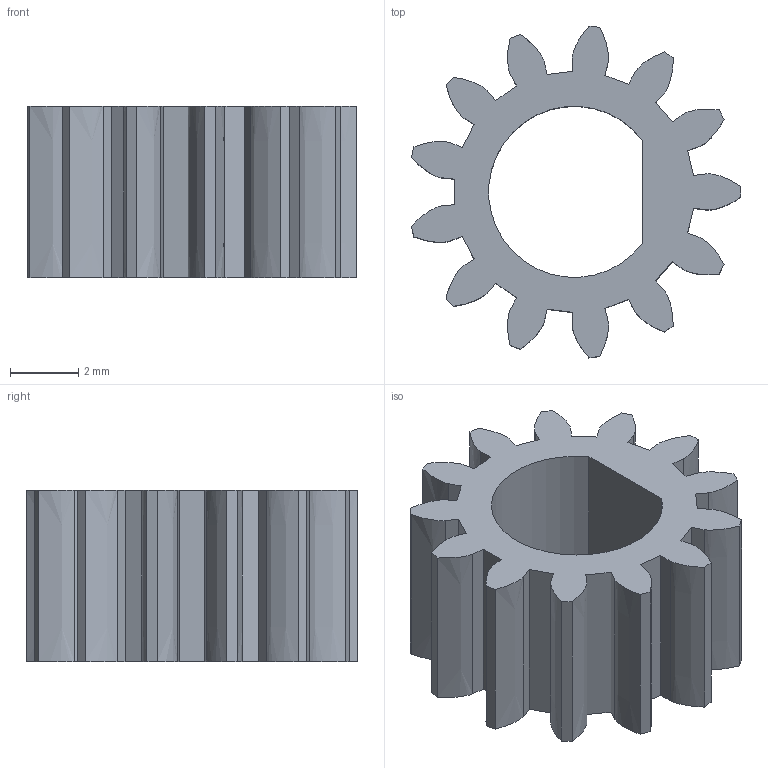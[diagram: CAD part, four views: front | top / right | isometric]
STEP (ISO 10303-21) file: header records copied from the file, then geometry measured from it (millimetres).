
FILE_DESCRIPTION(('FreeCAD Model'),'2;1');
FILE_NAME('Open CASCADE Shape Model','2022-02-03T08:51:41',(''),(''), 'Open CASCADE STEP processor 7.3','FreeCAD','Unknown');
FILE_SCHEMA(('AUTOMOTIVE_DESIGN { 1 0 10303 214 1 1 1 1 }'));
Length unit declared in the file: millimetre
Products named in the file (1): SmallGear
Bounding box: 9.62 x 9.69 x 5 mm (x, y, z)
Volume: 176.2 mm3; surface area: 406.8 mm2
Topology: 1 solids, 1 shells, 82 faces, 240 edges, 160 vertices
Faces by surface type: extrusion 78, plane 3, cylinder 1
Entity records: 6364 total; most frequent: CARTESIAN_POINT 2145, DIRECTION 496, VECTOR 482, ORIENTED_EDGE 480, PCURVE 480, DEFINITIONAL_REPRESENTATION 480, LINE 404, B_SPLINE_CURVE_WITH_KNOTS 390
